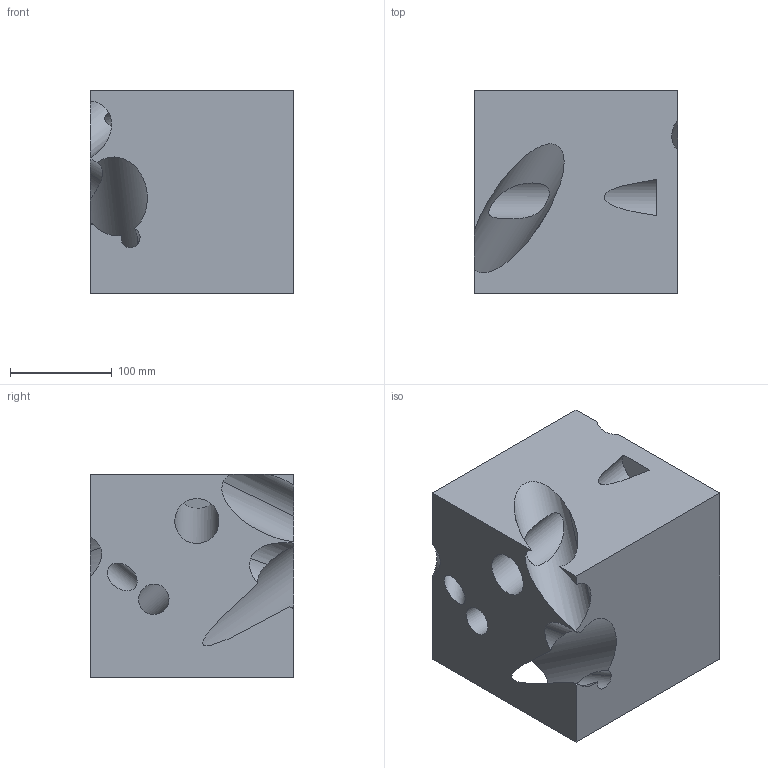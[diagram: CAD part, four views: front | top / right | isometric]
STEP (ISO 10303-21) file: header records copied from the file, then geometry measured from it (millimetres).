
FILE_DESCRIPTION(('Open CASCADE Model'),'2;1');
FILE_NAME('Open CASCADE Shape Model','2024-11-28T16:51:04',('Author'),( 'Open CASCADE'),'Open CASCADE STEP processor 7.8','Open CASCADE 7.8' ,'Unknown');
FILE_SCHEMA(('AUTOMOTIVE_DESIGN { 1 0 10303 214 1 1 1 1 }'));
Length unit declared in the file: millimetre
Products named in the file (1): random_shape_1732812664 1
Bounding box: 200 x 200 x 200 mm (x, y, z)
Volume: 6565728.8 mm3; surface area: 310269.7 mm2
Topology: 1 solids, 1 shells, 25 faces, 73 edges, 49 vertices
Faces by surface type: cylinder 15, plane 10
Full cylindrical faces by diameter (mm): 23.387 x1, 29.645 x1, 43.501 x1, 63.244 x1
Entity records: 4549 total; most frequent: CARTESIAN_POINT 3097, DIRECTION 251, ORIENTED_EDGE 146, PCURVE 146, DEFINITIONAL_REPRESENTATION 146, LINE 85, VECTOR 85, EDGE_CURVE 73
